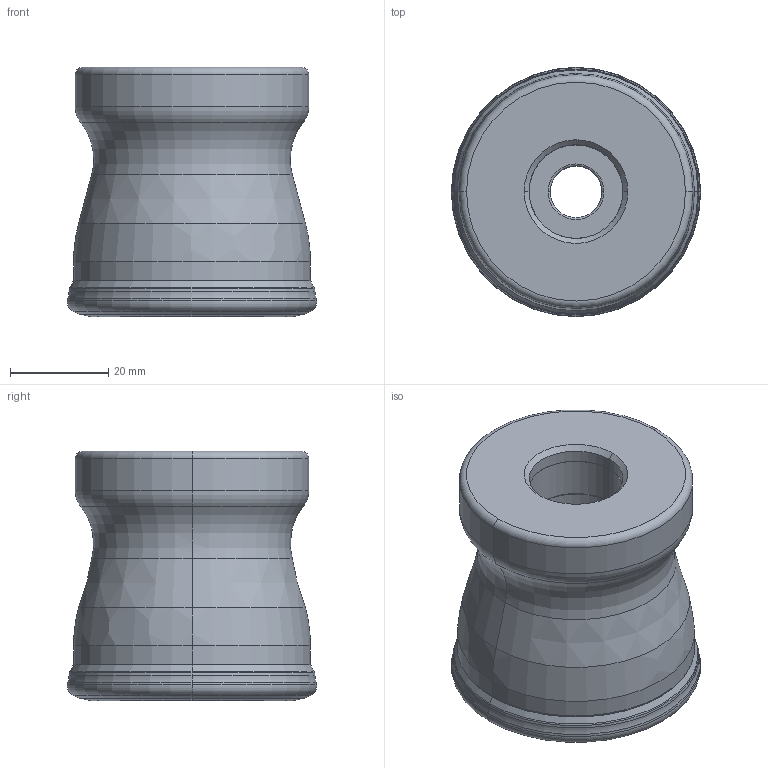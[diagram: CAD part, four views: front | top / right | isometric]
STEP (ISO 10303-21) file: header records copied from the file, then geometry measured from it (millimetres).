
FILE_DESCRIPTION(/* description */ (''),/* implementation_level */ '2;1');
FILE_NAME(/* name */ 'AJXU09R0205_IR0_079.stp',/* time_stamp */ '2023-03-06T11:28:49+09:00',/* author */ (''),/* organization */ (''),/* preprocessor_version */ 'ST-DEVELOPER v16',/* originating_system */ 'SIEMENS PLM Software NX 10.0',/* authorisation */ '');
FILE_SCHEMA (('AUTOMOTIVE_DESIGN { 1 0 10303 214 3 1 1 1 }'));
Length unit declared in the file: millimetre
Products named in the file (1): AJXU09R0205_IR0_079_ASM_4_ASM
Bounding box: 50.8 x 50.8 x 50.8 mm (x, y, z)
Volume: 80461.4 mm3; surface area: 16987 mm2
Topology: 2 solids, 2 shells, 119 faces, 281 edges, 199 vertices
Faces by surface type: torus 44, revolution 24, cone 22, cylinder 16, plane 7, bspline 6
Entity records: 4175 total; most frequent: CARTESIAN_POINT 1273, DIRECTION 647, ORIENTED_EDGE 504, AXIS2_PLACEMENT_3D 291, EDGE_CURVE 252, CIRCLE 194, VERTEX_POINT 140, EDGE_LOOP 126
